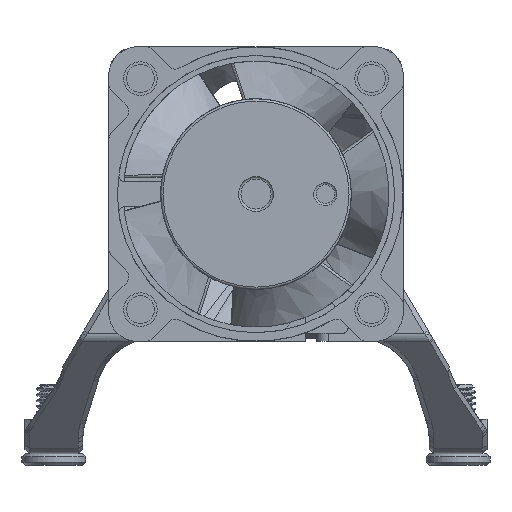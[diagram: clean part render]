
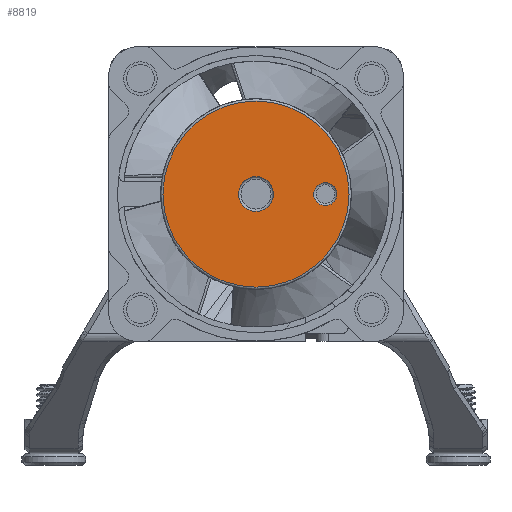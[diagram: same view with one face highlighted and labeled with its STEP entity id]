
A CAD part, left-side view. The second image highlights one B-rep face of the part: STEP entity #8819.
In plain terms, the highlighted face is planar.
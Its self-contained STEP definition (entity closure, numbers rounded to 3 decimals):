
#601=FACE_BOUND('',#1463,.T.);
#602=FACE_BOUND('',#1464,.T.);
#665=PLANE('',#9504);
#917=FACE_OUTER_BOUND('',#1462,.T.);
#1462=EDGE_LOOP('',(#6517));
#1463=EDGE_LOOP('',(#6518));
#1464=EDGE_LOOP('',(#6519));
#3290=CIRCLE('',#9502,8.05);
#3292=CIRCLE('',#9505,1.5);
#3293=CIRCLE('',#9506,1.);
#3789=VERTEX_POINT('',#15250);
#3790=VERTEX_POINT('',#15254);
#3791=VERTEX_POINT('',#15256);
#4773=EDGE_CURVE('',#3789,#3789,#3290,.T.);
#4775=EDGE_CURVE('',#3790,#3790,#3292,.T.);
#4776=EDGE_CURVE('',#3791,#3791,#3293,.T.);
#6517=ORIENTED_EDGE('',*,*,#4773,.F.);
#6518=ORIENTED_EDGE('',*,*,#4775,.T.);
#6519=ORIENTED_EDGE('',*,*,#4776,.T.);
#8819=ADVANCED_FACE('',(#917,#601,#602),#665,.T.);
#9502=AXIS2_PLACEMENT_3D('',#15251,#10744,#10745);
#9504=AXIS2_PLACEMENT_3D('',#15253,#10748,#10749);
#9505=AXIS2_PLACEMENT_3D('',#15255,#10750,#10751);
#9506=AXIS2_PLACEMENT_3D('',#15257,#10752,#10753);
#10744=DIRECTION('center_axis',(0.,0.,-1.));
#10745=DIRECTION('ref_axis',(1.,0.,0.));
#10748=DIRECTION('center_axis',(0.,0.,1.));
#10749=DIRECTION('ref_axis',(1.,0.,0.));
#10750=DIRECTION('center_axis',(0.,0.,-1.));
#10751=DIRECTION('ref_axis',(1.,0.,0.));
#10752=DIRECTION('center_axis',(0.,0.,-1.));
#10753=DIRECTION('ref_axis',(1.,0.,0.));
#15250=CARTESIAN_POINT('',(-8.05,0.,10.));
#15251=CARTESIAN_POINT('Origin',(0.,0.,10.));
#15253=CARTESIAN_POINT('Origin',(0.,0.,10.));
#15254=CARTESIAN_POINT('',(1.5,0.,10.));
#15255=CARTESIAN_POINT('Origin',(0.,0.,10.));
#15256=CARTESIAN_POINT('',(1.,-6.,10.));
#15257=CARTESIAN_POINT('Origin',(0.,-6.,10.));
